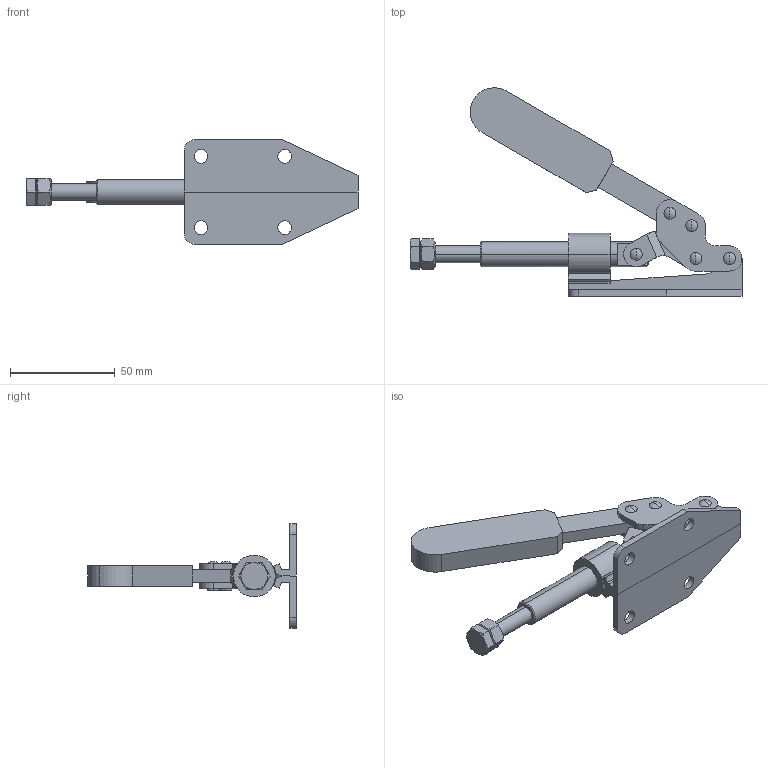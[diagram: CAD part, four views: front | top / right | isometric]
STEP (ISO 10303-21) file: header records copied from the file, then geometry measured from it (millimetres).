
FILE_DESCRIPTION (( 'STEP AP214' ), '1' );
FILE_NAME ('GH-36020M(Â²¤Æ).STEP', '2020-07-06T01:16:33', ( 'LinWei' ), ( '' ), 'SwSTEP 2.0', 'SolidWorks 2016', '' );
FILE_SCHEMA (( 'AUTOMOTIVE_DESIGN' ));
Length unit declared in the file: millimetre
Products named in the file (6): 43602033-1^GH-36020M(簡化); Group5^GH-36020M(簡化); Group3^GH-36020M(簡化); Group2^GH-36020M(簡化); Group1^GH-36020M(簡化); GH-36020M(簡化)
Assembly tree (5 placements, depth 2):
  GH-36020M(簡化)
    Group1^GH-36020M(簡化)
    Group2^GH-36020M(簡化)
    Group3^GH-36020M(簡化)
    Group5^GH-36020M(簡化)
    43602033-1^GH-36020M(簡化)
Bounding box: 158.5 x 99.5 x 50 mm (x, y, z)
Volume: 57619.7 mm3; surface area: 29882.4 mm2
Topology: 6 solids, 6 shells, 217 faces, 535 edges, 344 vertices
Faces by surface type: plane 108, cylinder 85, cone 12, sphere 10, torus 2
Entity records: 7361 total; most frequent: CARTESIAN_POINT 1328, DIRECTION 1155, ORIENTED_EDGE 1066, EDGE_CURVE 533, AXIS2_PLACEMENT_3D 431, VERTEX_POINT 344, VECTOR 293, LINE 293
